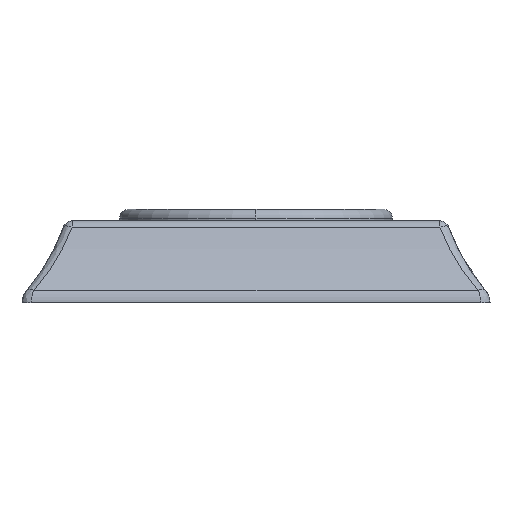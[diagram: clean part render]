
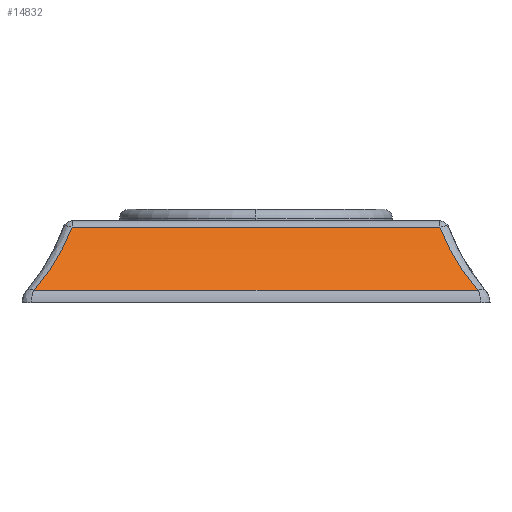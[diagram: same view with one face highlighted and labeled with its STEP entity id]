
A CAD part, left-side view. The second image highlights one B-rep face of the part: STEP entity #14832.
In plain terms, the highlighted cylindrical face has radius 34.29 mm (diameter 68.58 mm), a partial arc.
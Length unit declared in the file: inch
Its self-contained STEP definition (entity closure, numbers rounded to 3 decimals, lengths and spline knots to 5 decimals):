
#12224=DIRECTION('',(0.,0.,-1.));
#12225=VECTOR('',#12224,2.35867);
#12226=CARTESIAN_POINT('',(1.23567,0.48564,
1.17934));
#12227=LINE('',#12226,#12225);
#12228=CARTESIAN_POINT('',(1.47062,0.08051,
-1.42472));
#12229=CARTESIAN_POINT('',(1.44412,0.11198,
-1.39705));
#12230=CARTESIAN_POINT('',(1.39475,0.17652,
-1.34548));
#12231=CARTESIAN_POINT('',(1.33224,0.27503,
-1.28019));
#12232=CARTESIAN_POINT('',(1.27833,0.37863,
-1.22389));
#12233=CARTESIAN_POINT('',(1.24885,0.44969,
-1.19309));
#12234=CARTESIAN_POINT('',(1.23567,0.48564,
-1.17934));
#12236=DIRECTION('',(0.,0.,-1.));
#12237=VECTOR('',#12236,2.84944);
#12238=CARTESIAN_POINT('',(1.47062,0.08051,
1.42472));
#12239=LINE('',#12238,#12237);
#12240=CARTESIAN_POINT('',(1.47062,0.08051,
1.42472));
#12241=CARTESIAN_POINT('',(1.44412,0.11198,
1.39705));
#12242=CARTESIAN_POINT('',(1.39475,0.17652,
1.34548));
#12243=CARTESIAN_POINT('',(1.33224,0.27503,
1.28019));
#12244=CARTESIAN_POINT('',(1.27833,0.37863,
1.22389));
#12245=CARTESIAN_POINT('',(1.24885,0.44969,
1.19309));
#12246=CARTESIAN_POINT('',(1.23567,0.48564,
1.17934));
#12254=CARTESIAN_POINT('',(1.47062,0.08051,
1.42472));
#12262=CARTESIAN_POINT('',(1.47062,0.08051,
-1.42472));
#12647=VERTEX_POINT('',#12254);
#12652=VERTEX_POINT('',#12262);
#12655=CARTESIAN_POINT('',(1.23567,0.48564,
1.17934));
#12657=VERTEX_POINT('',#12655);
#12662=CARTESIAN_POINT('',(1.23567,0.48564,
-1.17934));
#12663=VERTEX_POINT('',#12662);
#14820=CARTESIAN_POINT('',(2.50327,0.95006,1.5));
#14821=DIRECTION('',(0.,0.,-1.));
#14822=DIRECTION('',(-1.,0.,0.));
#14823=AXIS2_PLACEMENT_3D('',#14820,#14821,#14822);
#14824=CYLINDRICAL_SURFACE('',#14823,1.35);
#14825=ORIENTED_EDGE('',*,*,#12977,.T.);
#14826=ORIENTED_EDGE('',*,*,#13035,.F.);
#14828=ORIENTED_EDGE('',*,*,#14827,.F.);
#14829=ORIENTED_EDGE('',*,*,#14812,.T.);
#14830=EDGE_LOOP('',(#14825,#14826,#14828,#14829));
#14831=FACE_OUTER_BOUND('',#14830,.F.);
#14832=ADVANCED_FACE('',(#14831),#14824,.F.);
#12235=B_SPLINE_CURVE_WITH_KNOTS('',3,(#12228,#12229,#12230,#12231,#12232,
#12233,#12234),.UNSPECIFIED.,.F.,.F.,(4,1,1,1,4),(0.,0.25,0.5,0.75,
1.),.UNSPECIFIED.);
#12247=B_SPLINE_CURVE_WITH_KNOTS('',3,(#12240,#12241,#12242,#12243,#12244,
#12245,#12246),.UNSPECIFIED.,.F.,.F.,(4,1,1,1,4),(0.,0.25,0.5,0.75,
1.),.UNSPECIFIED.);
#12977=EDGE_CURVE('',#12657,#12663,#12227,.T.);
#13035=EDGE_CURVE('',#12652,#12663,#12235,.T.);
#14812=EDGE_CURVE('',#12647,#12657,#12247,.T.);
#14827=EDGE_CURVE('',#12647,#12652,#12239,.T.);
